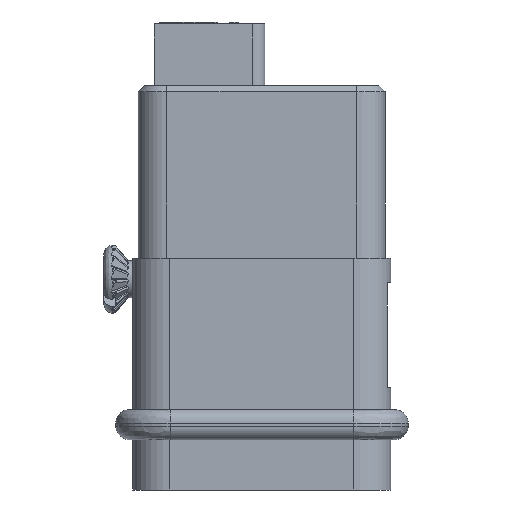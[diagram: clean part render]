
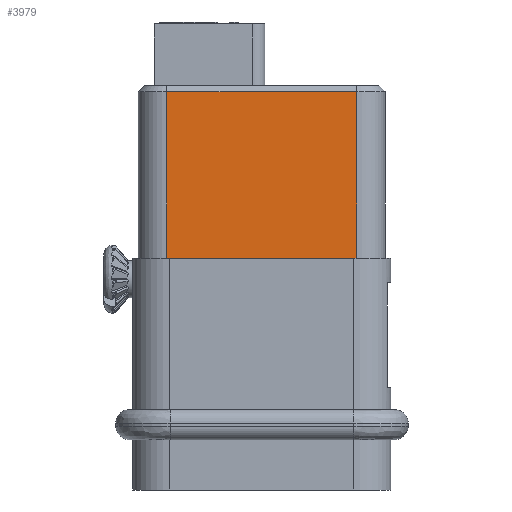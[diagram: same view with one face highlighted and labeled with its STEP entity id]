
A CAD part, left-side view. The second image highlights one B-rep face of the part: STEP entity #3979.
In plain terms, the highlighted planar face has unit normal (-1, 0, 0).
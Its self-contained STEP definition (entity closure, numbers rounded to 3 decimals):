
#2792=FACE_OUTER_BOUND('',#6514,.T.);
#3979=ADVANCED_FACE('',(#2792),#4900,.T.);
#4900=PLANE('',#25294);
#6514=EDGE_LOOP('',(#10471,#10472,#10473,#10474));
#10471=ORIENTED_EDGE('',*,*,#17091,.T.);
#10472=ORIENTED_EDGE('',*,*,#17090,.F.);
#10473=ORIENTED_EDGE('',*,*,#17046,.F.);
#10474=ORIENTED_EDGE('',*,*,#17092,.F.);
#14497=VERTEX_POINT('',#37739);
#14498=VERTEX_POINT('',#37741);
#14525=VERTEX_POINT('',#37827);
#14526=VERTEX_POINT('',#37831);
#17046=EDGE_CURVE('',#14497,#14498,#20882,.T.);
#17090=EDGE_CURVE('',#14498,#14525,#20920,.T.);
#17091=EDGE_CURVE('',#14526,#14525,#20921,.T.);
#17092=EDGE_CURVE('',#14526,#14497,#20922,.T.);
#20882=LINE('',#37740,#22833);
#20920=LINE('',#37828,#22871);
#20921=LINE('',#37830,#22872);
#20922=LINE('',#37832,#22873);
#22833=VECTOR('',#29380,1.);
#22871=VECTOR('',#29454,1.);
#22872=VECTOR('',#29457,1.);
#22873=VECTOR('',#29458,1.);
#25294=AXIS2_PLACEMENT_3D('',#37833,#29459,#29460);
#29380=DIRECTION('',(0.,1.,0.));
#29454=DIRECTION('',(0.,0.,1.));
#29457=DIRECTION('',(0.,1.,0.));
#29458=DIRECTION('',(0.,0.,-1.));
#29459=DIRECTION('',(-1.,0.,0.));
#29460=DIRECTION('',(0.,-1.,0.));
#37739=CARTESIAN_POINT('',(-3.536,-7.306,18.8));
#37740=CARTESIAN_POINT('',(-3.536,-7.306,18.8));
#37741=CARTESIAN_POINT('',(-3.536,8.094,18.8));
#37827=CARTESIAN_POINT('',(-3.536,8.094,32.3));
#37828=CARTESIAN_POINT('',(-3.536,8.094,18.8));
#37830=CARTESIAN_POINT('',(-3.536,-7.306,32.3));
#37831=CARTESIAN_POINT('',(-3.536,-7.306,32.3));
#37832=CARTESIAN_POINT('',(-3.536,-7.306,32.3));
#37833=CARTESIAN_POINT('',(-3.536,8.094,18.8));
